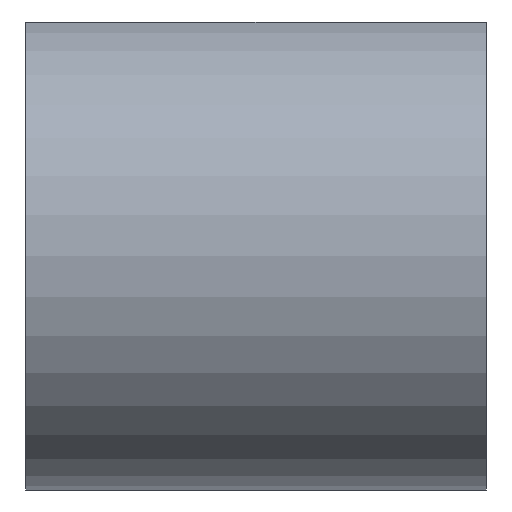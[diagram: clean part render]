
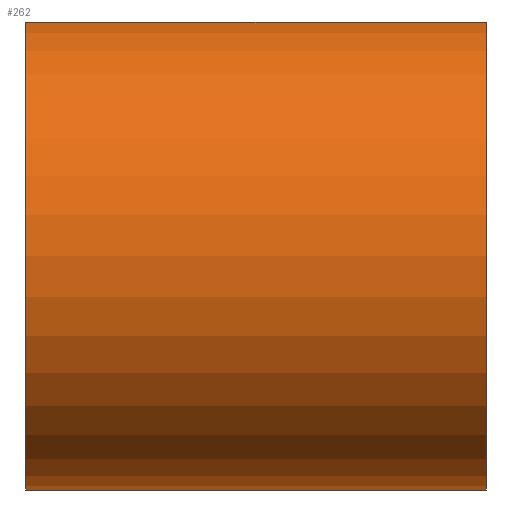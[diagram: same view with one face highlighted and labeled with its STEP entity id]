
A CAD part, top view. The second image highlights one B-rep face of the part: STEP entity #262.
In plain terms, the highlighted cylindrical face has radius 18.916 mm (diameter 37.832 mm), a partial arc.
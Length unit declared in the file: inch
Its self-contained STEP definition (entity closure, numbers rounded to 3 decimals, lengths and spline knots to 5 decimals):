
#13=FACE_BOUND($,#34,.T.);
#14=FACE_BOUND($,#35,.T.);
#17=CYLINDRICAL_SURFACE($,#283,0.74472);
#34=EDGE_LOOP($,(#179,#180,#181,#182));
#35=EDGE_LOOP($,(#183,#184,#185,#186));
#53=LINE($,#397,#81);
#54=LINE($,#400,#82);
#55=LINE($,#402,#83);
#56=LINE($,#405,#84);
#81=VECTOR($,#318,0.11);
#82=VECTOR($,#321,0.11);
#83=VECTOR($,#322,1.452);
#84=VECTOR($,#325,1.452);
#107=CIRCLE($,#281,0.74472);
#109=CIRCLE($,#284,0.74472);
#110=CIRCLE($,#285,0.74472);
#111=CIRCLE($,#286,0.74472);
#115=VERTEX_POINT($,#384);
#116=VERTEX_POINT($,#385);
#119=VERTEX_POINT($,#393);
#120=VERTEX_POINT($,#394);
#121=VERTEX_POINT($,#396);
#122=VERTEX_POINT($,#398);
#123=VERTEX_POINT($,#401);
#124=VERTEX_POINT($,#403);
#139=EDGE_CURVE($,#115,#116,#107,.T.);
#143=EDGE_CURVE($,#119,#120,#109,.T.);
#144=EDGE_CURVE($,#119,#121,#53,.T.);
#145=EDGE_CURVE($,#122,#121,#110,.T.);
#146=EDGE_CURVE($,#122,#120,#54,.T.);
#147=EDGE_CURVE($,#115,#123,#55,.T.);
#148=EDGE_CURVE($,#124,#123,#111,.T.);
#149=EDGE_CURVE($,#124,#116,#56,.T.);
#179=ORIENTED_EDGE($,*,*,#143,.F.);
#180=ORIENTED_EDGE($,*,*,#144,.T.);
#181=ORIENTED_EDGE($,*,*,#145,.F.);
#182=ORIENTED_EDGE($,*,*,#146,.T.);
#183=ORIENTED_EDGE($,*,*,#139,.F.);
#184=ORIENTED_EDGE($,*,*,#147,.T.);
#185=ORIENTED_EDGE($,*,*,#148,.F.);
#186=ORIENTED_EDGE($,*,*,#149,.T.);
#262=ADVANCED_FACE($,(#13,#14),#17,.T.);
#281=AXIS2_PLACEMENT_3D($,#386,#308,#309);
#283=AXIS2_PLACEMENT_3D($,#392,#314,#315);
#284=AXIS2_PLACEMENT_3D($,#395,#316,#317);
#285=AXIS2_PLACEMENT_3D($,#399,#319,#320);
#286=AXIS2_PLACEMENT_3D($,#404,#323,#324);
#308=DIRECTION('center_axis',(1.,0.,0.));
#309=DIRECTION('ref_axis',(0.,0.981,0.195));
#314=DIRECTION('center_axis',(-1.,0.,0.));
#315=DIRECTION('ref_axis',(0.,0.,1.));
#316=DIRECTION('center_axis',(1.,0.,0.));
#317=DIRECTION('ref_axis',(0.,-0.074,-0.997));
#318=DIRECTION($,(1.,0.,0.));
#319=DIRECTION('center_axis',(-1.,0.,0.));
#320=DIRECTION('ref_axis',(0.,0.074,-0.997));
#321=DIRECTION($,(-1.,0.,0.));
#322=DIRECTION($,(-1.,0.,0.));
#323=DIRECTION('center_axis',(-1.,0.,0.));
#324=DIRECTION('ref_axis',(0.,0.981,-0.195));
#325=DIRECTION($,(1.,0.,0.));
#384=CARTESIAN_POINT('',(1.452,0.73047,0.145));
#385=CARTESIAN_POINT('',(1.452,0.73047,-0.145));
#386=CARTESIAN_POINT('Origin',(1.452,0.,0.));
#392=CARTESIAN_POINT('Origin',(1.452,0.,0.));
#393=CARTESIAN_POINT('',(0.4,-0.055,-0.74269));
#394=CARTESIAN_POINT('',(0.4,0.055,-0.74269));
#395=CARTESIAN_POINT('Origin',(0.4,0.,0.));
#396=CARTESIAN_POINT('',(0.51,-0.055,-0.74269));
#397=CARTESIAN_POINT($,(0.4,-0.055,-0.74269));
#398=CARTESIAN_POINT('',(0.51,0.055,-0.74269));
#399=CARTESIAN_POINT('Origin',(0.51,0.,0.));
#400=CARTESIAN_POINT($,(0.51,0.055,-0.74269));
#401=CARTESIAN_POINT('',(0.,0.73047,0.145));
#402=CARTESIAN_POINT($,(1.452,0.73047,0.145));
#403=CARTESIAN_POINT('',(0.,0.73047,-0.145));
#404=CARTESIAN_POINT('Origin',(0.,0.,0.));
#405=CARTESIAN_POINT($,(0.,0.73047,-0.145));
